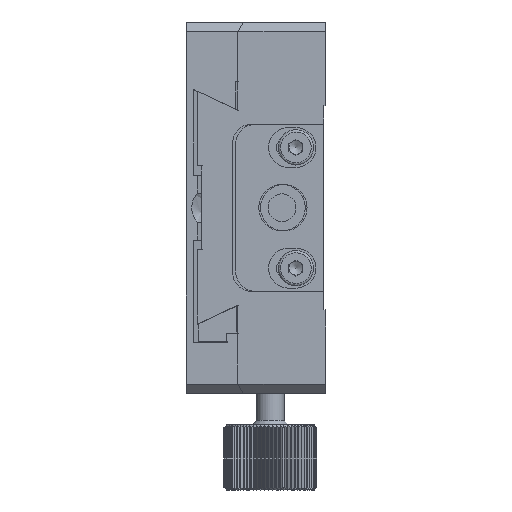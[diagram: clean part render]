
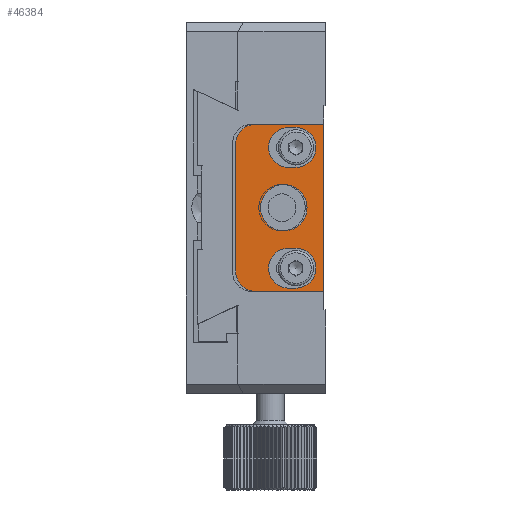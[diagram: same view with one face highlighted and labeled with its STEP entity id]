
A CAD part, left-side view. The second image highlights one B-rep face of the part: STEP entity #46384.
In plain terms, the highlighted planar face has unit normal (-1, 0, 0).
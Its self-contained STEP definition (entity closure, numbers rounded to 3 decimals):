
#93 = AXIS2_PLACEMENT_3D ( 'NONE', #24225, #29311, #10096 ) ;
#218 = DIRECTION ( 'NONE',  ( 1., 0., 0. ) ) ;
#534 = DIRECTION ( 'NONE',  ( 1., 0., 0. ) ) ;
#630 = ORIENTED_EDGE ( 'NONE', *, *, #44706, .F. ) ;
#1160 = LINE ( 'NONE', #38108, #32098 ) ;
#1280 = CARTESIAN_POINT ( 'NONE',  ( -20., -30.3, -6.8 ) ) ;
#1299 = VERTEX_POINT ( 'NONE', #18810 ) ;
#2482 = ORIENTED_EDGE ( 'NONE', *, *, #13638, .T. ) ;
#2533 = EDGE_CURVE ( 'NONE', #27031, #16405, #13993, .T. ) ;
#2777 = CARTESIAN_POINT ( 'NONE',  ( -20., -36.8, -8.65 ) ) ;
#3255 = CARTESIAN_POINT ( 'NONE',  ( -20., -36., -6.5 ) ) ;
#3709 = DIRECTION ( 'NONE',  ( 0., -1., 0. ) ) ;
#4133 = CARTESIAN_POINT ( 'NONE',  ( -20., -35.5, -2.5 ) ) ;
#4384 = CARTESIAN_POINT ( 'NONE',  ( -20., -32.5, -9. ) ) ;
#4764 = AXIS2_PLACEMENT_3D ( 'NONE', #18339, #9008, #55257 ) ;
#5837 = CARTESIAN_POINT ( 'NONE',  ( -20., -30.3, 6.8 ) ) ;
#6056 = ORIENTED_EDGE ( 'NONE', *, *, #18795, .F. ) ;
#6346 = CARTESIAN_POINT ( 'NONE',  ( -20., -30.3, -9. ) ) ;
#7323 = DIRECTION ( 'NONE',  ( -1., 0., 0. ) ) ;
#7688 = DIRECTION ( 'NONE',  ( 0., 1., 0. ) ) ;
#7925 = CARTESIAN_POINT ( 'NONE',  ( -20., -36., 8.65 ) ) ;
#8270 = CIRCLE ( 'NONE', #27494, 2.15 ) ;
#8527 = CARTESIAN_POINT ( 'NONE',  ( -20., -36.8, -8.65 ) ) ;
#8558 = ORIENTED_EDGE ( 'NONE', *, *, #43958, .F. ) ;
#9008 = DIRECTION ( 'NONE',  ( -1., 0., 0. ) ) ;
#9495 = CARTESIAN_POINT ( 'NONE',  ( -20., -32.5, -6.8 ) ) ;
#10096 = DIRECTION ( 'NONE',  ( 0., 0., -1. ) ) ;
#10109 = DIRECTION ( 'NONE',  ( 0., 0., -1. ) ) ;
#10173 = CARTESIAN_POINT ( 'NONE',  ( -20., -32.5, 9. ) ) ;
#10911 = CIRCLE ( 'NONE', #36817, 2.5 ) ;
#11636 = VECTOR ( 'NONE', #3709, 1000. ) ;
#11651 = DIRECTION ( 'NONE',  ( -1., 0., 0. ) ) ;
#12617 = ORIENTED_EDGE ( 'NONE', *, *, #52662, .F. ) ;
#13121 = VERTEX_POINT ( 'NONE', #7925 ) ;
#13339 = EDGE_LOOP ( 'NONE', ( #12617, #55990, #630, #55617 ) ) ;
#13638 = EDGE_CURVE ( 'NONE', #13121, #35096, #56159, .T. ) ;
#13993 = CIRCLE ( 'NONE', #51425, 2.2 ) ;
#14407 = DIRECTION ( 'NONE',  ( -1., 0., 0. ) ) ;
#15126 = VECTOR ( 'NONE', #33076, 1000. ) ;
#15496 = FACE_BOUND ( 'NONE', #13339, .T. ) ;
#15564 = ORIENTED_EDGE ( 'NONE', *, *, #22600, .T. ) ;
#15638 = VERTEX_POINT ( 'NONE', #36681 ) ;
#15731 = DIRECTION ( 'NONE',  ( 0., 0., 1. ) ) ;
#16251 = DIRECTION ( 'NONE',  ( 0., 0., 1. ) ) ;
#16405 = VERTEX_POINT ( 'NONE', #1280 ) ;
#16581 = VERTEX_POINT ( 'NONE', #2777 ) ;
#17327 = CIRCLE ( 'NONE', #44179, 2.15 ) ;
#17500 = VECTOR ( 'NONE', #49377, 1000. ) ;
#18339 = CARTESIAN_POINT ( 'NONE',  ( -20., -36.8, -6.5 ) ) ;
#18629 = VERTEX_POINT ( 'NONE', #5837 ) ;
#18795 = EDGE_CURVE ( 'NONE', #48314, #35096, #17327, .T. ) ;
#18810 = CARTESIAN_POINT ( 'NONE',  ( -20., -36., 4.35 ) ) ;
#20074 = EDGE_CURVE ( 'NONE', #42075, #16581, #31065, .T. ) ;
#21161 = CARTESIAN_POINT ( 'NONE',  ( -20., -36.8, -4.35 ) ) ;
#21214 = CARTESIAN_POINT ( 'NONE',  ( -20., -39.8, 9. ) ) ;
#21859 = EDGE_CURVE ( 'NONE', #35424, #35424, #10911, .T. ) ;
#21929 = AXIS2_PLACEMENT_3D ( 'NONE', #33503, #28663, #43384 ) ;
#22600 = EDGE_CURVE ( 'NONE', #18629, #16405, #33721, .T. ) ;
#22916 = LINE ( 'NONE', #40347, #11636 ) ;
#23368 = EDGE_LOOP ( 'NONE', ( #2482, #6056, #30909, #46461 ) ) ;
#23693 = VECTOR ( 'NONE', #16251, 1000. ) ;
#24223 = EDGE_CURVE ( 'NONE', #55528, #38910, #25770, .T. ) ;
#24225 = CARTESIAN_POINT ( 'NONE',  ( -20., -39.8, -9. ) ) ;
#24810 = CARTESIAN_POINT ( 'NONE',  ( -20., -36., -4.35 ) ) ;
#25770 = LINE ( 'NONE', #29950, #50344 ) ;
#26556 = EDGE_CURVE ( 'NONE', #13121, #1299, #8270, .T. ) ;
#26661 = ORIENTED_EDGE ( 'NONE', *, *, #47056, .T. ) ;
#27031 = VERTEX_POINT ( 'NONE', #4384 ) ;
#27392 = CIRCLE ( 'NONE', #34219, 2.15 ) ;
#27494 = AXIS2_PLACEMENT_3D ( 'NONE', #37556, #14407, #27935 ) ;
#27935 = DIRECTION ( 'NONE',  ( 0., 0., 1. ) ) ;
#28559 = EDGE_CURVE ( 'NONE', #1299, #48314, #1160, .T. ) ;
#28663 = DIRECTION ( 'NONE',  ( 1., 0., 0. ) ) ;
#29311 = DIRECTION ( 'NONE',  ( 1., 0., 0. ) ) ;
#29950 = CARTESIAN_POINT ( 'NONE',  ( -20., -36.8, -4.35 ) ) ;
#30909 = ORIENTED_EDGE ( 'NONE', *, *, #28559, .F. ) ;
#31065 = LINE ( 'NONE', #8527, #17500 ) ;
#32098 = VECTOR ( 'NONE', #56390, 1000. ) ;
#32969 = CARTESIAN_POINT ( 'NONE',  ( -20., -35.5, 0. ) ) ;
#33076 = DIRECTION ( 'NONE',  ( 0., -1., 0. ) ) ;
#33263 = FACE_OUTER_BOUND ( 'NONE', #44062, .T. ) ;
#33503 = CARTESIAN_POINT ( 'NONE',  ( -20., -32.5, 6.8 ) ) ;
#33721 = LINE ( 'NONE', #6346, #35028 ) ;
#34219 = AXIS2_PLACEMENT_3D ( 'NONE', #3255, #11651, #35430 ) ;
#34614 = DIRECTION ( 'NONE',  ( 0., 0., -1. ) ) ;
#35028 = VECTOR ( 'NONE', #34614, 1000. ) ;
#35096 = VERTEX_POINT ( 'NONE', #37421 ) ;
#35424 = VERTEX_POINT ( 'NONE', #4133 ) ;
#35430 = DIRECTION ( 'NONE',  ( 0., 0., 1. ) ) ;
#36365 = CARTESIAN_POINT ( 'NONE',  ( -20., -36.8, 4.35 ) ) ;
#36681 = CARTESIAN_POINT ( 'NONE',  ( -20., -39.8, -9. ) ) ;
#36817 = AXIS2_PLACEMENT_3D ( 'NONE', #32969, #534, #10109 ) ;
#36886 = ORIENTED_EDGE ( 'NONE', *, *, #54542, .T. ) ;
#37421 = CARTESIAN_POINT ( 'NONE',  ( -20., -36.8, 8.65 ) ) ;
#37556 = CARTESIAN_POINT ( 'NONE',  ( -20., -36., 6.5 ) ) ;
#38108 = CARTESIAN_POINT ( 'NONE',  ( -20., -36.8, 4.35 ) ) ;
#38185 = EDGE_LOOP ( 'NONE', ( #48358 ) ) ;
#38585 = CARTESIAN_POINT ( 'NONE',  ( -20., -36.8, 6.5 ) ) ;
#38910 = VERTEX_POINT ( 'NONE', #21161 ) ;
#40269 = CIRCLE ( 'NONE', #4764, 2.15 ) ;
#40283 = LINE ( 'NONE', #57683, #23693 ) ;
#40347 = CARTESIAN_POINT ( 'NONE',  ( -20., -39.8, -9. ) ) ;
#41375 = EDGE_CURVE ( 'NONE', #49050, #57458, #44070, .T. ) ;
#42075 = VERTEX_POINT ( 'NONE', #54624 ) ;
#42084 = CARTESIAN_POINT ( 'NONE',  ( -20., -36.8, 8.65 ) ) ;
#42468 = CARTESIAN_POINT ( 'NONE',  ( -20., -39.8, 9. ) ) ;
#43384 = DIRECTION ( 'NONE',  ( 0., 0., -1. ) ) ;
#43958 = EDGE_CURVE ( 'NONE', #18629, #57458, #46863, .T. ) ;
#44062 = EDGE_LOOP ( 'NONE', ( #8558, #15564, #55783, #26661, #36886, #47120 ) ) ;
#44070 = LINE ( 'NONE', #21214, #59208 ) ;
#44179 = AXIS2_PLACEMENT_3D ( 'NONE', #38585, #7323, #15731 ) ;
#44706 = EDGE_CURVE ( 'NONE', #16581, #38910, #40269, .T. ) ;
#46384 = ADVANCED_FACE ( 'NONE', ( #15496, #56338, #33263, #55461 ), #51243, .F. ) ;
#46461 = ORIENTED_EDGE ( 'NONE', *, *, #26556, .F. ) ;
#46739 = DIRECTION ( 'NONE',  ( 0., 0., -1. ) ) ;
#46863 = CIRCLE ( 'NONE', #21929, 2.2 ) ;
#47056 = EDGE_CURVE ( 'NONE', #27031, #15638, #22916, .T. ) ;
#47120 = ORIENTED_EDGE ( 'NONE', *, *, #41375, .T. ) ;
#48314 = VERTEX_POINT ( 'NONE', #36365 ) ;
#48358 = ORIENTED_EDGE ( 'NONE', *, *, #21859, .T. ) ;
#48874 = DIRECTION ( 'NONE',  ( 0., -1., 0. ) ) ;
#49050 = VERTEX_POINT ( 'NONE', #42468 ) ;
#49377 = DIRECTION ( 'NONE',  ( 0., -1., 0. ) ) ;
#50344 = VECTOR ( 'NONE', #48874, 1000. ) ;
#51243 = PLANE ( 'NONE',  #93 ) ;
#51425 = AXIS2_PLACEMENT_3D ( 'NONE', #9495, #218, #46739 ) ;
#52662 = EDGE_CURVE ( 'NONE', #55528, #42075, #27392, .T. ) ;
#54542 = EDGE_CURVE ( 'NONE', #15638, #49050, #40283, .T. ) ;
#54624 = CARTESIAN_POINT ( 'NONE',  ( -20., -36., -8.65 ) ) ;
#55257 = DIRECTION ( 'NONE',  ( 0., 0., 1. ) ) ;
#55461 = FACE_BOUND ( 'NONE', #23368, .T. ) ;
#55528 = VERTEX_POINT ( 'NONE', #24810 ) ;
#55617 = ORIENTED_EDGE ( 'NONE', *, *, #20074, .F. ) ;
#55783 = ORIENTED_EDGE ( 'NONE', *, *, #2533, .F. ) ;
#55990 = ORIENTED_EDGE ( 'NONE', *, *, #24223, .T. ) ;
#56159 = LINE ( 'NONE', #42084, #15126 ) ;
#56338 = FACE_BOUND ( 'NONE', #38185, .T. ) ;
#56390 = DIRECTION ( 'NONE',  ( 0., -1., 0. ) ) ;
#57458 = VERTEX_POINT ( 'NONE', #10173 ) ;
#57683 = CARTESIAN_POINT ( 'NONE',  ( -20., -39.8, -9. ) ) ;
#59208 = VECTOR ( 'NONE', #7688, 1000. ) ;
